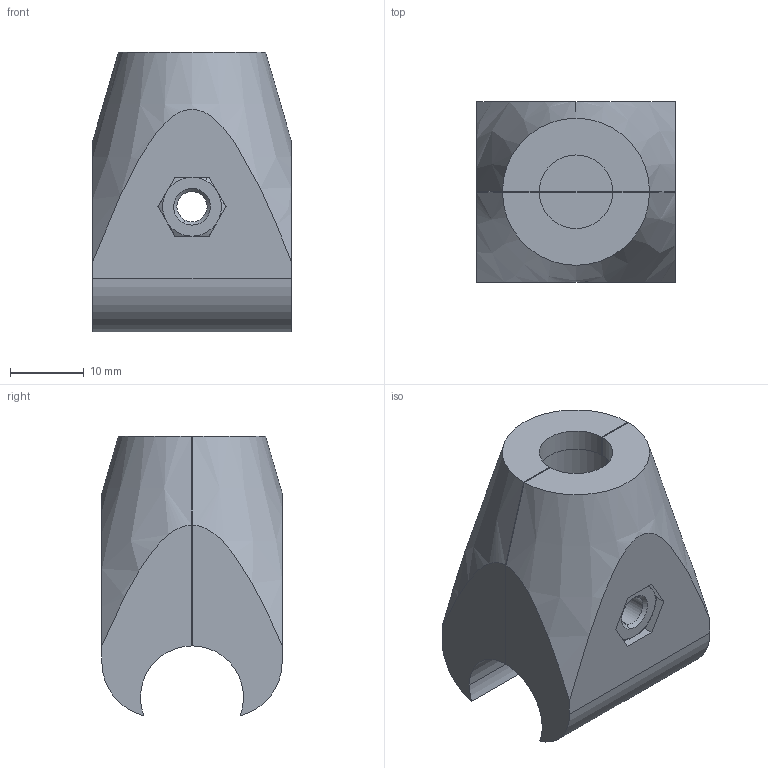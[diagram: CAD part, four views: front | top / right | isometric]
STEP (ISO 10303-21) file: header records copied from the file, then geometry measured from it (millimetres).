
FILE_DESCRIPTION (( 'STEP AP214' ), '1' );
FILE_NAME ('Rexnord-66871.STEP', '2023-08-02T11:19:56', ( '' ), ( '' ), 'SwSTEP 2.0', 'SolidWorks 2022', '' );
FILE_SCHEMA (( 'AUTOMOTIVE_DESIGN' ));
Length unit declared in the file: millimetre
Products named in the file (3): Rexnord-66871_NUT; Rexnord-66871; Rexnord-66871_CLAMP
Assembly tree (2 placements, depth 2):
  Rexnord-66871
    Rexnord-66871_CLAMP
    Rexnord-66871_NUT
Bounding box: 27 x 24.5 x 38 mm (x, y, z)
Volume: 15746.6 mm3; surface area: 6776.5 mm2
Topology: 3 solids, 3 shells, 70 faces, 170 edges, 108 vertices
Faces by surface type: plane 30, cone 21, cylinder 19
Entity records: 2659 total; most frequent: CARTESIAN_POINT 624, DIRECTION 342, ORIENTED_EDGE 340, EDGE_CURVE 170, AXIS2_PLACEMENT_3D 134, VERTEX_POINT 108, EDGE_LOOP 78, LINE 74
